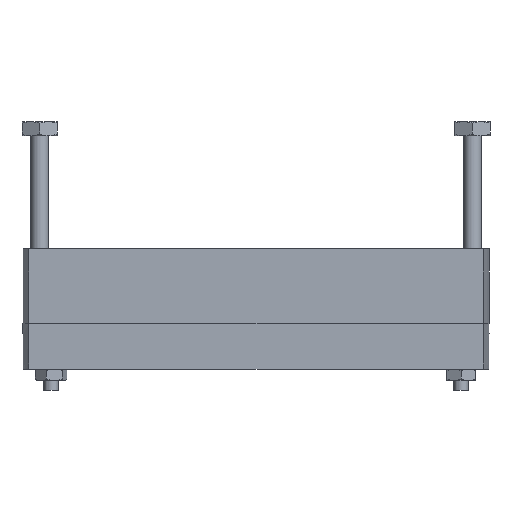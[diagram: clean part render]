
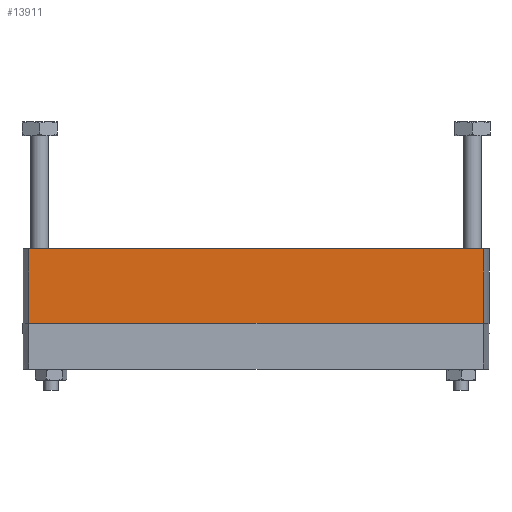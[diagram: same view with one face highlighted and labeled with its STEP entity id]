
A CAD part, front view. The second image highlights one B-rep face of the part: STEP entity #13911.
In plain terms, the highlighted planar face has unit normal (0, -1, 0).
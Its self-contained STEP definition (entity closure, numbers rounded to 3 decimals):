
#298 = ORIENTED_EDGE ( 'NONE', *, *, #23370, .F. ) ;
#1879 = EDGE_CURVE ( 'NONE', #20769, #18822, #8801, .T. ) ;
#2582 = VECTOR ( 'NONE', #19251, 1000. ) ;
#2899 = CARTESIAN_POINT ( 'NONE',  ( -32.136, -7.5, 0. ) ) ;
#3384 = ORIENTED_EDGE ( 'NONE', *, *, #22172, .T. ) ;
#4104 = CARTESIAN_POINT ( 'NONE',  ( 32.136, -7.5, -10.5 ) ) ;
#5261 = DIRECTION ( 'NONE',  ( 1., 0., 0. ) ) ;
#5380 = ORIENTED_EDGE ( 'NONE', *, *, #24043, .F. ) ;
#5403 = FACE_OUTER_BOUND ( 'NONE', #9798, .T. ) ;
#6993 = CARTESIAN_POINT ( 'NONE',  ( 32.136, -7.5, -10.5 ) ) ;
#7278 = DIRECTION ( 'NONE',  ( 0., 0., 1. ) ) ;
#7524 = VECTOR ( 'NONE', #7278, 1000. ) ;
#7638 = LINE ( 'NONE', #10060, #2582 ) ;
#7768 = CARTESIAN_POINT ( 'NONE',  ( 32.136, -7.5, 0. ) ) ;
#7854 = DIRECTION ( 'NONE',  ( 1., 0., 0. ) ) ;
#8801 = LINE ( 'NONE', #4104, #13247 ) ;
#9005 = PLANE ( 'NONE',  #12536 ) ;
#9798 = EDGE_LOOP ( 'NONE', ( #298, #5380, #22568, #3384 ) ) ;
#10060 = CARTESIAN_POINT ( 'NONE',  ( -32.136, -7.5, -10.5 ) ) ;
#12378 = DIRECTION ( 'NONE',  ( 1., 0., 0. ) ) ;
#12536 = AXIS2_PLACEMENT_3D ( 'NONE', #12831, #16525, #5261 ) ;
#12831 = CARTESIAN_POINT ( 'NONE',  ( 32.136, -7.5, -10.5 ) ) ;
#13247 = VECTOR ( 'NONE', #7854, 1000. ) ;
#13773 = LINE ( 'NONE', #22159, #7524 ) ;
#13911 = ADVANCED_FACE ( 'NONE', ( #5403 ), #9005, .T. ) ;
#14773 = CARTESIAN_POINT ( 'NONE',  ( -32.136, -7.5, -10.5 ) ) ;
#16491 = VERTEX_POINT ( 'NONE', #7768 ) ;
#16525 = DIRECTION ( 'NONE',  ( 0., -1., 0. ) ) ;
#18154 = VECTOR ( 'NONE', #12378, 1000. ) ;
#18822 = VERTEX_POINT ( 'NONE', #6993 ) ;
#19251 = DIRECTION ( 'NONE',  ( 0., 0., 1. ) ) ;
#19478 = VERTEX_POINT ( 'NONE', #2899 ) ;
#19633 = CARTESIAN_POINT ( 'NONE',  ( 32.136, -7.5, 0. ) ) ;
#20769 = VERTEX_POINT ( 'NONE', #14773 ) ;
#22159 = CARTESIAN_POINT ( 'NONE',  ( 32.136, -7.5, -10.5 ) ) ;
#22172 = EDGE_CURVE ( 'NONE', #18822, #16491, #13773, .T. ) ;
#22568 = ORIENTED_EDGE ( 'NONE', *, *, #1879, .T. ) ;
#22969 = LINE ( 'NONE', #19633, #18154 ) ;
#23370 = EDGE_CURVE ( 'NONE', #19478, #16491, #22969, .T. ) ;
#24043 = EDGE_CURVE ( 'NONE', #20769, #19478, #7638, .T. ) ;
